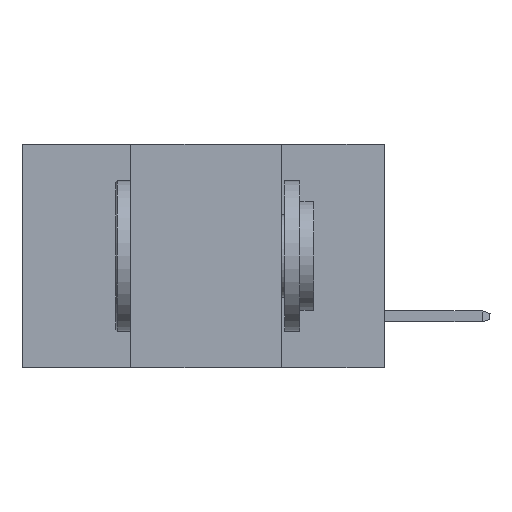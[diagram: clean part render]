
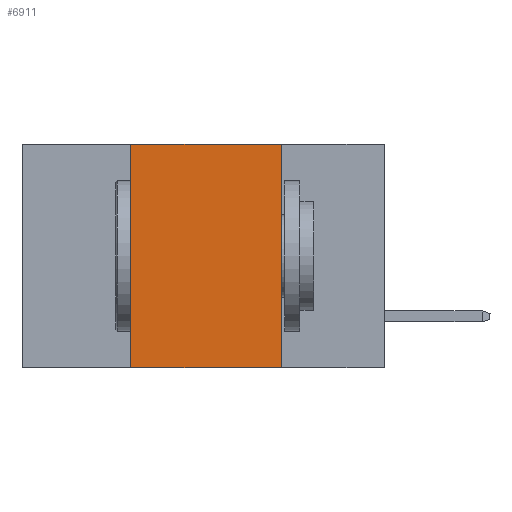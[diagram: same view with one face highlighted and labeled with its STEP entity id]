
A CAD part, left-side view. The second image highlights one B-rep face of the part: STEP entity #6911.
In plain terms, the highlighted planar face has unit normal (-1, 0, 0).
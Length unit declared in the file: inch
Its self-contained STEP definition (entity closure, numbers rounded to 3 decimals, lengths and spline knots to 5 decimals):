
#284 = DIRECTION ( 'NONE',  ( 0., -1., 0. ) ) ;
#787 = VERTEX_POINT ( 'NONE', #11177 ) ;
#1171 = LINE ( 'NONE', #24153, #26825 ) ;
#3625 = EDGE_CURVE ( 'NONE', #787, #25936, #15937, .T. ) ;
#4107 = LINE ( 'NONE', #12438, #17501 ) ;
#4763 = CARTESIAN_POINT ( 'NONE',  ( 0., 0.6, 0. ) ) ;
#4772 = VERTEX_POINT ( 'NONE', #19788 ) ;
#5308 = PLANE ( 'NONE',  #21237 ) ;
#5589 = EDGE_LOOP ( 'NONE', ( #16567, #26065, #18008, #24665 ) ) ;
#6813 = DIRECTION ( 'NONE',  ( 0., 0., -1. ) ) ;
#6911 = ADVANCED_FACE ( 'NONE', ( #24056 ), #5308, .F. ) ;
#8093 = CARTESIAN_POINT ( 'NONE',  ( 0., 0.42, -0.37 ) ) ;
#9385 = CARTESIAN_POINT ( 'NONE',  ( 0., 0.17, -0.37 ) ) ;
#10162 = CARTESIAN_POINT ( 'NONE',  ( 0., 0.6, -0.37 ) ) ;
#10347 = VERTEX_POINT ( 'NONE', #8093 ) ;
#11177 = CARTESIAN_POINT ( 'NONE',  ( 0., 0.17, 0. ) ) ;
#12438 = CARTESIAN_POINT ( 'NONE',  ( 0., 0.6, 0. ) ) ;
#15937 = LINE ( 'NONE', #9385, #23981 ) ;
#16567 = ORIENTED_EDGE ( 'NONE', *, *, #3625, .F. ) ;
#17501 = VECTOR ( 'NONE', #284, 39.37008 ) ;
#18008 = ORIENTED_EDGE ( 'NONE', *, *, #22941, .F. ) ;
#19185 = EDGE_CURVE ( 'NONE', #4772, #787, #4107, .T. ) ;
#19630 = DIRECTION ( 'NONE',  ( 0., 0., 1. ) ) ;
#19642 = DIRECTION ( 'NONE',  ( 0., 0., -1. ) ) ;
#19788 = CARTESIAN_POINT ( 'NONE',  ( 0., 0.42, 0. ) ) ;
#20178 = CARTESIAN_POINT ( 'NONE',  ( 0., 0.17, -0.37 ) ) ;
#20223 = VECTOR ( 'NONE', #26344, 39.37008 ) ;
#21237 = AXIS2_PLACEMENT_3D ( 'NONE', #4763, #25578, #6813 ) ;
#21792 = EDGE_CURVE ( 'NONE', #10347, #25936, #26474, .T. ) ;
#22941 = EDGE_CURVE ( 'NONE', #10347, #4772, #1171, .T. ) ;
#23981 = VECTOR ( 'NONE', #19642, 39.37008 ) ;
#24056 = FACE_OUTER_BOUND ( 'NONE', #5589, .T. ) ;
#24153 = CARTESIAN_POINT ( 'NONE',  ( 0., 0.42, -0.37 ) ) ;
#24665 = ORIENTED_EDGE ( 'NONE', *, *, #21792, .T. ) ;
#25578 = DIRECTION ( 'NONE',  ( 1., 0., 0. ) ) ;
#25936 = VERTEX_POINT ( 'NONE', #20178 ) ;
#26065 = ORIENTED_EDGE ( 'NONE', *, *, #19185, .F. ) ;
#26344 = DIRECTION ( 'NONE',  ( 0., -1., 0. ) ) ;
#26474 = LINE ( 'NONE', #10162, #20223 ) ;
#26825 = VECTOR ( 'NONE', #19630, 39.37008 ) ;
